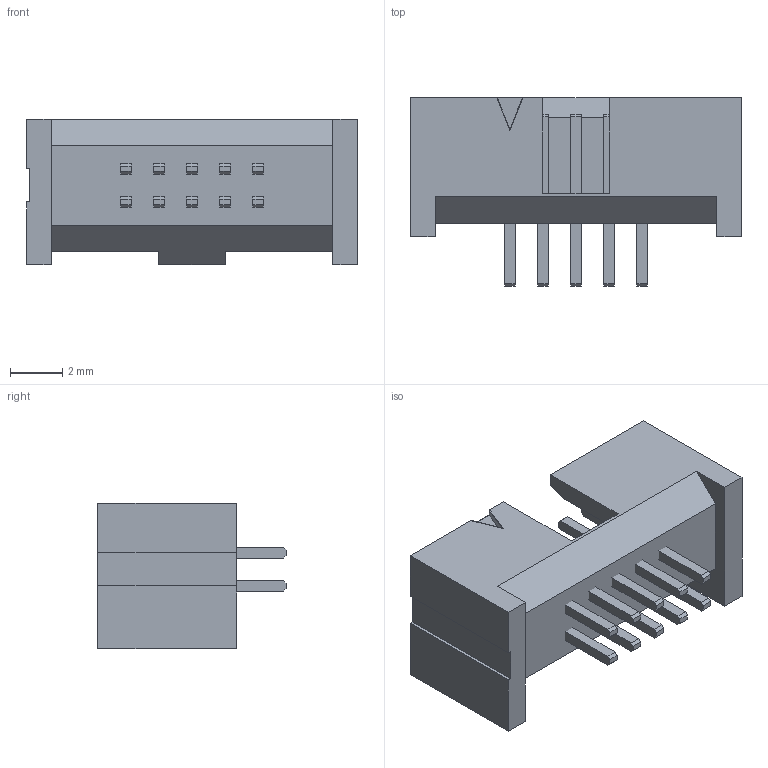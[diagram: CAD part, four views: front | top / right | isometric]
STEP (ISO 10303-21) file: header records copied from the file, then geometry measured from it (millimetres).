
FILE_DESCRIPTION(/* description */ ('STEP AP214'),/* implementation_level */ '2;1');
FILE_NAME(/* name */ 'SHF-105-01-L-D-TH-TR',/* time_stamp */ '2023-02-21T02:00:37+01:00',/* author */ ('License CC BY-ND 4.0'),/* organization */ ('CADENAS'),/* preprocessor_version */ 'ST-DEVELOPER v18.102',/* originating_system */ 'PARTsolutions',/* authorisation */ ' ');
FILE_SCHEMA (('AUTOMOTIVE_DESIGN {1 0 10303 214 3 1 1}'));
Length unit declared in the file: inch
Products named in the file (4): SHF-105-01-L-D-TH-TR; T-1S71-02-05-D-TH; SHF-First_Position_Indicator; SHF-105-01-D_header
Assembly tree (3 placements, depth 2):
  SHF-105-01-L-D-TH-TR
    T-1S71-02-05-D-TH
    SHF-First_Position_Indicator
    SHF-105-01-D_header
Bounding box: 12.7 x 7.24 x 5.59 mm (x, y, z)
Volume: 174.6 mm3; surface area: 535.8 mm2
Topology: 3 solids, 3 shells, 164 faces, 470 edges, 312 vertices
Faces by surface type: plane 164
Entity records: 5347 total; most frequent: CARTESIAN_POINT 950, ORIENTED_EDGE 940, DIRECTION 806, EDGE_CURVE 470, LINE 470, VECTOR 470, VERTEX_POINT 312, AXIS2_PLACEMENT_3D 168
